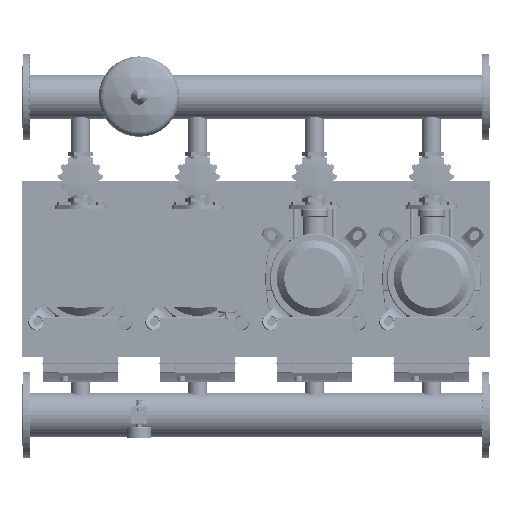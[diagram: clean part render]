
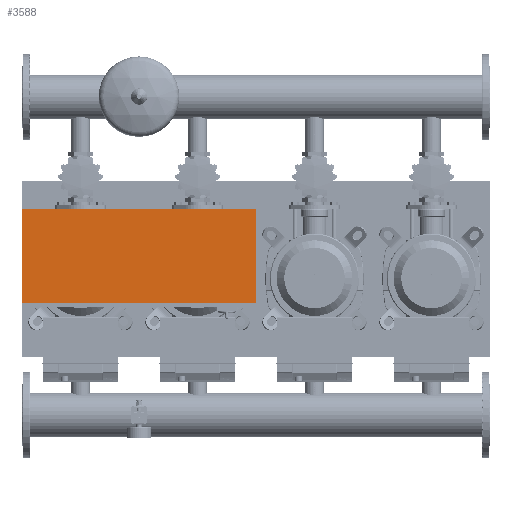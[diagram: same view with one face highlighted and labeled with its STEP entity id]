
A CAD part, top view. The second image highlights one B-rep face of the part: STEP entity #3588.
In plain terms, the highlighted planar face has unit normal (0, 0, 1).
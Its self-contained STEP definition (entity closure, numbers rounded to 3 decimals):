
#3483=CARTESIAN_POINT('',(600.0,-89.5,1685.));
#3484=VERTEX_POINT('',#3483);
#3491=CARTESIAN_POINT('',(0.,-89.5,1685.));
#3492=VERTEX_POINT('',#3491);
#3493=CARTESIAN_POINT('',(0.,-89.5,1685.));
#3494=DIRECTION('',(1.0,0.0,0.0));
#3495=VECTOR('',#3494,600.);
#3496=LINE('',#3493,#3495);
#3497=EDGE_CURVE('',#3492,#3484,#3496,.T.);
#3558=CARTESIAN_POINT('',(0.,150.0,1685.0));
#3559=DIRECTION('',(0.0,0.0,1.0));
#3560=DIRECTION('',(0.0,-1.0,0.0));
#3561=AXIS2_PLACEMENT_3D('',#3558,#3559,#3560);
#3562=PLANE('',#3561);
#3563=ORIENTED_EDGE('',*,*,#3497,.T.);
#3564=CARTESIAN_POINT('',(600.0,150.0,1685.0));
#3565=VERTEX_POINT('',#3564);
#3566=CARTESIAN_POINT('',(600.0,150.0,1685.0));
#3567=DIRECTION('',(0.0,-1.0,0.0));
#3568=VECTOR('',#3567,239.5);
#3569=LINE('',#3566,#3568);
#3570=EDGE_CURVE('',#3565,#3484,#3569,.T.);
#3571=ORIENTED_EDGE('',*,*,#3570,.F.);
#3572=CARTESIAN_POINT('',(0.,150.0,1685.0));
#3573=VERTEX_POINT('',#3572);
#3574=CARTESIAN_POINT('',(600.0,150.0,1685.0));
#3575=DIRECTION('',(-1.0,0.0,0.0));
#3576=VECTOR('',#3575,600.);
#3577=LINE('',#3574,#3576);
#3578=EDGE_CURVE('',#3565,#3573,#3577,.T.);
#3579=ORIENTED_EDGE('',*,*,#3578,.T.);
#3580=CARTESIAN_POINT('',(0.,150.0,1685.0));
#3581=DIRECTION('',(0.0,-1.0,0.0));
#3582=VECTOR('',#3581,239.5);
#3583=LINE('',#3580,#3582);
#3584=EDGE_CURVE('',#3573,#3492,#3583,.T.);
#3585=ORIENTED_EDGE('',*,*,#3584,.T.);
#3586=EDGE_LOOP('',(#3563,#3571,#3579,#3585));
#3587=FACE_OUTER_BOUND('',#3586,.T.);
#3588=ADVANCED_FACE('',(#3587),#3562,.T.);
